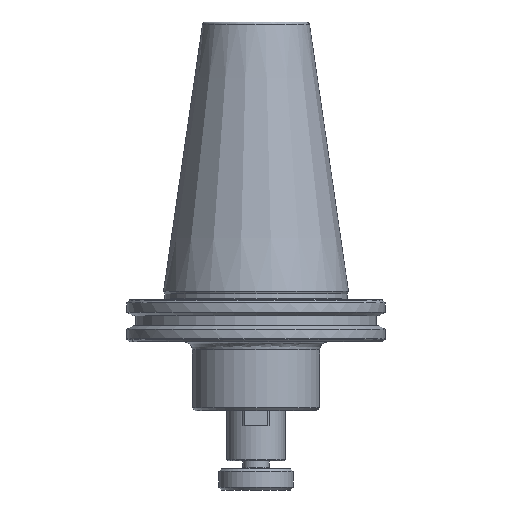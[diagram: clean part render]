
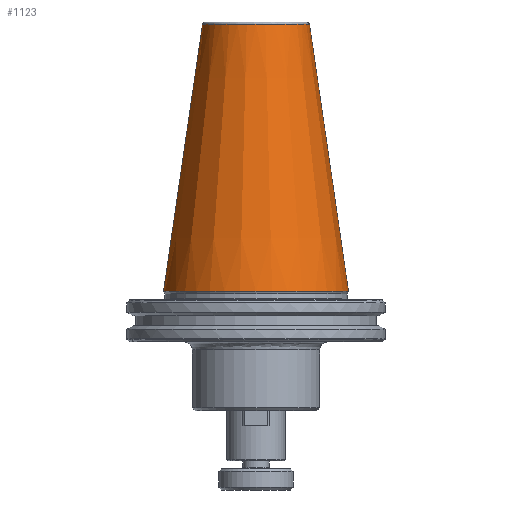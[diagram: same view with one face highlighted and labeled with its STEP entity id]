
A CAD part, front view. The second image highlights one B-rep face of the part: STEP entity #1123.
In plain terms, the highlighted conical face has half-angle 8.297 degrees and reference radius 34.925 mm.
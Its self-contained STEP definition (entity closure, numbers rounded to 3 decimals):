
#4 = CONICAL_SURFACE ( 'NONE', #2072, 34.925, 0.145 ) ;
#111 = VECTOR ( 'NONE', #4000, 1000. ) ;
#154 = ORIENTED_EDGE ( 'NONE', *, *, #2484, .F. ) ;
#368 = ORIENTED_EDGE ( 'NONE', *, *, #2167, .T. ) ;
#649 = EDGE_CURVE ( 'NONE', #1760, #1805, #706, .T. ) ;
#706 = CIRCLE ( 'NONE', #4073, 34.925 ) ;
#805 = DIRECTION ( 'NONE',  ( 0., 0., -1. ) ) ;
#822 = DIRECTION ( 'NONE',  ( -1., 0., 0. ) ) ;
#827 = CARTESIAN_POINT ( 'NONE',  ( 0., 0., 0. ) ) ;
#893 = EDGE_CURVE ( 'NONE', #1611, #1760, #2127, .T. ) ;
#1062 = ORIENTED_EDGE ( 'NONE', *, *, #893, .T. ) ;
#1103 = CIRCLE ( 'NONE', #1470, 20.211 ) ;
#1106 = EDGE_LOOP ( 'NONE', ( #154, #368, #1062, #1534 ) ) ;
#1123 = ADVANCED_FACE ( 'NONE', ( #2332 ), #4, .T. ) ;
#1135 = CARTESIAN_POINT ( 'NONE',  ( -20.211, 0., 100.894 ) ) ;
#1229 = LINE ( 'NONE', #4031, #111 ) ;
#1385 = CARTESIAN_POINT ( 'NONE',  ( -34.925, 0., 0. ) ) ;
#1470 = AXIS2_PLACEMENT_3D ( 'NONE', #2417, #2418, #2424 ) ;
#1480 = CARTESIAN_POINT ( 'NONE',  ( 34.925, 0., 0. ) ) ;
#1534 = ORIENTED_EDGE ( 'NONE', *, *, #649, .T. ) ;
#1611 = VERTEX_POINT ( 'NONE', #1135 ) ;
#1690 = CARTESIAN_POINT ( 'NONE',  ( 20.211, 0., 100.894 ) ) ;
#1760 = VERTEX_POINT ( 'NONE', #1385 ) ;
#1805 = VERTEX_POINT ( 'NONE', #1480 ) ;
#1907 = VERTEX_POINT ( 'NONE', #1690 ) ;
#2072 = AXIS2_PLACEMENT_3D ( 'NONE', #827, #805, #822 ) ;
#2127 = LINE ( 'NONE', #3617, #3872 ) ;
#2167 = EDGE_CURVE ( 'NONE', #1907, #1611, #1103, .T. ) ;
#2332 = FACE_OUTER_BOUND ( 'NONE', #1106, .T. ) ;
#2417 = CARTESIAN_POINT ( 'NONE',  ( 0., 0., 100.894 ) ) ;
#2418 = DIRECTION ( 'NONE',  ( 0., 0., -1. ) ) ;
#2424 = DIRECTION ( 'NONE',  ( -1., 0., 0. ) ) ;
#2484 = EDGE_CURVE ( 'NONE', #1907, #1805, #1229, .T. ) ;
#2891 = CARTESIAN_POINT ( 'NONE',  ( 0., 0., 0. ) ) ;
#2892 = DIRECTION ( 'NONE',  ( 0., 0., 1. ) ) ;
#2899 = DIRECTION ( 'NONE',  ( -1., 0., 0. ) ) ;
#3580 = DIRECTION ( 'NONE',  ( -0.144, 0., -0.99 ) ) ;
#3617 = CARTESIAN_POINT ( 'NONE',  ( -34.925, 0., 0. ) ) ;
#3872 = VECTOR ( 'NONE', #3580, 1000. ) ;
#4000 = DIRECTION ( 'NONE',  ( 0.144, 0., -0.99 ) ) ;
#4031 = CARTESIAN_POINT ( 'NONE',  ( 34.925, 0., 0. ) ) ;
#4073 = AXIS2_PLACEMENT_3D ( 'NONE', #2891, #2892, #2899 ) ;
